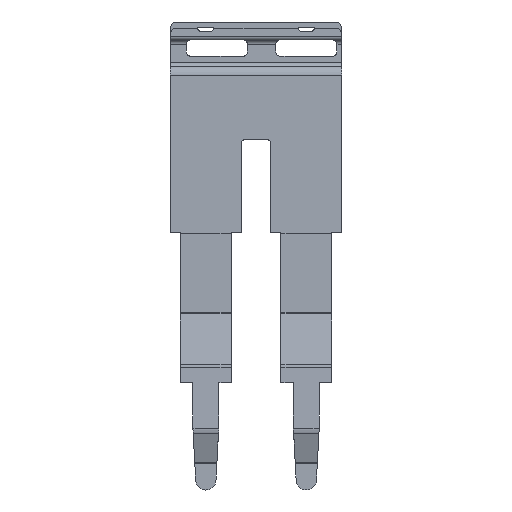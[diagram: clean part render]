
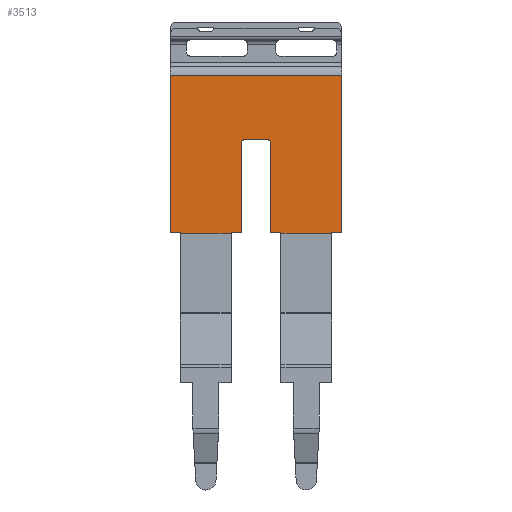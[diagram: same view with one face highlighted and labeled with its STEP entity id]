
A CAD part, front view. The second image highlights one B-rep face of the part: STEP entity #3513.
In plain terms, the highlighted planar face has unit normal (0, -1, 0).
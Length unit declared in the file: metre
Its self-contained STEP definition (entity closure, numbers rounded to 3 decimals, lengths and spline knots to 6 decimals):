
#148=FACE_OUTER_BOUND('',#318,.T.);
#318=EDGE_LOOP('',(#2213,#2214,#2215,#2216,#2217,#2218,#2219,#2220,#2221,
#2222,#2223,#2224,#2225,#2226,#2227,#2228,#2229,#2230));
#491=CIRCLE('',#3688,0.0002);
#492=CIRCLE('',#3689,0.0002);
#593=LINE('',#4953,#967);
#594=LINE('',#4955,#968);
#595=LINE('',#4957,#969);
#596=LINE('',#4959,#970);
#597=LINE('',#4961,#971);
#598=LINE('',#4963,#972);
#599=LINE('',#4965,#973);
#600=LINE('',#4967,#974);
#601=LINE('',#4969,#975);
#602=LINE('',#4973,#976);
#603=LINE('',#4977,#977);
#604=LINE('',#4979,#978);
#605=LINE('',#4981,#979);
#606=LINE('',#4983,#980);
#607=LINE('',#4985,#981);
#608=LINE('',#4986,#982);
#967=VECTOR('',#3994,0.007751);
#968=VECTOR('',#3995,0.008445);
#969=VECTOR('',#3996,0.007751);
#970=VECTOR('',#3997,0.0005);
#971=VECTOR('',#3998,0.000018);
#972=VECTOR('',#3999,0.0025);
#973=VECTOR('',#4000,0.000018);
#974=VECTOR('',#4001,0.0005);
#975=VECTOR('',#4002,0.0044);
#976=VECTOR('',#4005,0.00105);
#977=VECTOR('',#4008,0.0044);
#978=VECTOR('',#4009,0.0005);
#979=VECTOR('',#4010,0.000018);
#980=VECTOR('',#4011,0.002495);
#981=VECTOR('',#4012,0.000018);
#982=VECTOR('',#4013,0.0005);
#1343=VERTEX_POINT('',#4951);
#1344=VERTEX_POINT('',#4952);
#1345=VERTEX_POINT('',#4954);
#1346=VERTEX_POINT('',#4956);
#1347=VERTEX_POINT('',#4958);
#1348=VERTEX_POINT('',#4960);
#1349=VERTEX_POINT('',#4962);
#1350=VERTEX_POINT('',#4964);
#1351=VERTEX_POINT('',#4966);
#1352=VERTEX_POINT('',#4968);
#1353=VERTEX_POINT('',#4970);
#1354=VERTEX_POINT('',#4972);
#1355=VERTEX_POINT('',#4974);
#1356=VERTEX_POINT('',#4976);
#1357=VERTEX_POINT('',#4978);
#1358=VERTEX_POINT('',#4980);
#1359=VERTEX_POINT('',#4982);
#1360=VERTEX_POINT('',#4984);
#1691=EDGE_CURVE('',#1343,#1344,#593,.T.);
#1692=EDGE_CURVE('',#1343,#1345,#594,.T.);
#1693=EDGE_CURVE('',#1346,#1345,#595,.T.);
#1694=EDGE_CURVE('',#1346,#1347,#596,.T.);
#1695=EDGE_CURVE('',#1347,#1348,#597,.T.);
#1696=EDGE_CURVE('',#1349,#1348,#598,.T.);
#1697=EDGE_CURVE('',#1350,#1349,#599,.T.);
#1698=EDGE_CURVE('',#1351,#1350,#600,.T.);
#1699=EDGE_CURVE('',#1352,#1351,#601,.T.);
#1700=EDGE_CURVE('',#1353,#1352,#491,.T.);
#1701=EDGE_CURVE('',#1354,#1353,#602,.T.);
#1702=EDGE_CURVE('',#1355,#1354,#492,.T.);
#1703=EDGE_CURVE('',#1356,#1355,#603,.T.);
#1704=EDGE_CURVE('',#1357,#1356,#604,.T.);
#1705=EDGE_CURVE('',#1358,#1357,#605,.T.);
#1706=EDGE_CURVE('',#1359,#1358,#606,.T.);
#1707=EDGE_CURVE('',#1360,#1359,#607,.T.);
#1708=EDGE_CURVE('',#1344,#1360,#608,.T.);
#2213=ORIENTED_EDGE('',*,*,#1691,.F.);
#2214=ORIENTED_EDGE('',*,*,#1692,.T.);
#2215=ORIENTED_EDGE('',*,*,#1693,.F.);
#2216=ORIENTED_EDGE('',*,*,#1694,.T.);
#2217=ORIENTED_EDGE('',*,*,#1695,.T.);
#2218=ORIENTED_EDGE('',*,*,#1696,.F.);
#2219=ORIENTED_EDGE('',*,*,#1697,.F.);
#2220=ORIENTED_EDGE('',*,*,#1698,.F.);
#2221=ORIENTED_EDGE('',*,*,#1699,.F.);
#2222=ORIENTED_EDGE('',*,*,#1700,.F.);
#2223=ORIENTED_EDGE('',*,*,#1701,.F.);
#2224=ORIENTED_EDGE('',*,*,#1702,.F.);
#2225=ORIENTED_EDGE('',*,*,#1703,.F.);
#2226=ORIENTED_EDGE('',*,*,#1704,.F.);
#2227=ORIENTED_EDGE('',*,*,#1705,.F.);
#2228=ORIENTED_EDGE('',*,*,#1706,.F.);
#2229=ORIENTED_EDGE('',*,*,#1707,.F.);
#2230=ORIENTED_EDGE('',*,*,#1708,.F.);
#3240=PLANE('',#3687);
#3513=ADVANCED_FACE('',(#148),#3240,.T.);
#3687=AXIS2_PLACEMENT_3D('',#4950,#3992,#3993);
#3688=AXIS2_PLACEMENT_3D('',#4971,#4003,#4004);
#3689=AXIS2_PLACEMENT_3D('',#4975,#4006,#4007);
#3992=DIRECTION('center_axis',(0.,-1.,0.));
#3993=DIRECTION('ref_axis',(0.,0.,-1.));
#3994=DIRECTION('',(0.,0.,-1.));
#3995=DIRECTION('',(-1.,0.,0.));
#3996=DIRECTION('',(0.,0.,1.));
#3997=DIRECTION('',(1.,0.,0.));
#3998=DIRECTION('',(0.,0.,-1.));
#3999=DIRECTION('',(-1.,0.,0.));
#4000=DIRECTION('',(0.,0.,-1.));
#4001=DIRECTION('',(-1.,0.,0.));
#4002=DIRECTION('',(0.,0.,-1.));
#4003=DIRECTION('center_axis',(0.,-1.,0.));
#4004=DIRECTION('ref_axis',(0.,0.,-1.));
#4005=DIRECTION('',(-1.,0.,0.));
#4006=DIRECTION('center_axis',(0.,-1.,0.));
#4007=DIRECTION('ref_axis',(0.,0.,-1.));
#4008=DIRECTION('',(0.,0.,1.));
#4009=DIRECTION('',(-1.,0.,0.));
#4010=DIRECTION('',(0.,0.,1.));
#4011=DIRECTION('',(-1.,0.,0.));
#4012=DIRECTION('',(0.,0.,-1.));
#4013=DIRECTION('',(-1.,0.,0.));
#4950=CARTESIAN_POINT('Origin',(0.024025,-0.001,0.001127));
#4951=CARTESIAN_POINT('',(-0.01558,-0.001,0.008896));
#4952=CARTESIAN_POINT('',(-0.01558,-0.001,0.001146));
#4953=CARTESIAN_POINT('',(-0.01558,-0.001,0.008896));
#4954=CARTESIAN_POINT('',(-0.024025,-0.001,0.008896));
#4955=CARTESIAN_POINT('',(-0.01558,-0.001,0.008896));
#4956=CARTESIAN_POINT('',(-0.024025,-0.001,0.001146));
#4957=CARTESIAN_POINT('',(-0.024025,-0.001,0.001146));
#4958=CARTESIAN_POINT('',(-0.023525,-0.001,0.001146));
#4959=CARTESIAN_POINT('',(-0.024025,-0.001,0.001146));
#4960=CARTESIAN_POINT('',(-0.023525,-0.001,0.001127));
#4961=CARTESIAN_POINT('',(-0.023525,-0.001,0.001146));
#4962=CARTESIAN_POINT('',(-0.021025,-0.001,0.001127));
#4963=CARTESIAN_POINT('',(-0.021025,-0.001,0.001127));
#4964=CARTESIAN_POINT('',(-0.021025,-0.001,0.001146));
#4965=CARTESIAN_POINT('',(-0.021025,-0.001,0.001146));
#4966=CARTESIAN_POINT('',(-0.020525,-0.001,0.001146));
#4967=CARTESIAN_POINT('',(-0.020525,-0.001,0.001146));
#4968=CARTESIAN_POINT('',(-0.020525,-0.001,0.005546));
#4969=CARTESIAN_POINT('',(-0.020525,-0.001,0.005546));
#4970=CARTESIAN_POINT('',(-0.020325,-0.001,0.005746));
#4971=CARTESIAN_POINT('Origin',(-0.020325,-0.001,0.005546));
#4972=CARTESIAN_POINT('',(-0.019275,-0.001,0.005746));
#4973=CARTESIAN_POINT('',(-0.019275,-0.001,0.005746));
#4974=CARTESIAN_POINT('',(-0.019075,-0.001,0.005546));
#4975=CARTESIAN_POINT('Origin',(-0.019275,-0.001,0.005546));
#4976=CARTESIAN_POINT('',(-0.019075,-0.001,0.001146));
#4977=CARTESIAN_POINT('',(-0.019075,-0.001,0.001146));
#4978=CARTESIAN_POINT('',(-0.018575,-0.001,0.001146));
#4979=CARTESIAN_POINT('',(-0.018575,-0.001,0.001146));
#4980=CARTESIAN_POINT('',(-0.018575,-0.001,0.001127));
#4981=CARTESIAN_POINT('',(-0.018575,-0.001,0.001127));
#4982=CARTESIAN_POINT('',(-0.01608,-0.001,0.001127));
#4983=CARTESIAN_POINT('',(-0.01608,-0.001,0.001127));
#4984=CARTESIAN_POINT('',(-0.01608,-0.001,0.001146));
#4985=CARTESIAN_POINT('',(-0.01608,-0.001,0.001146));
#4986=CARTESIAN_POINT('',(-0.01558,-0.001,0.001146));
